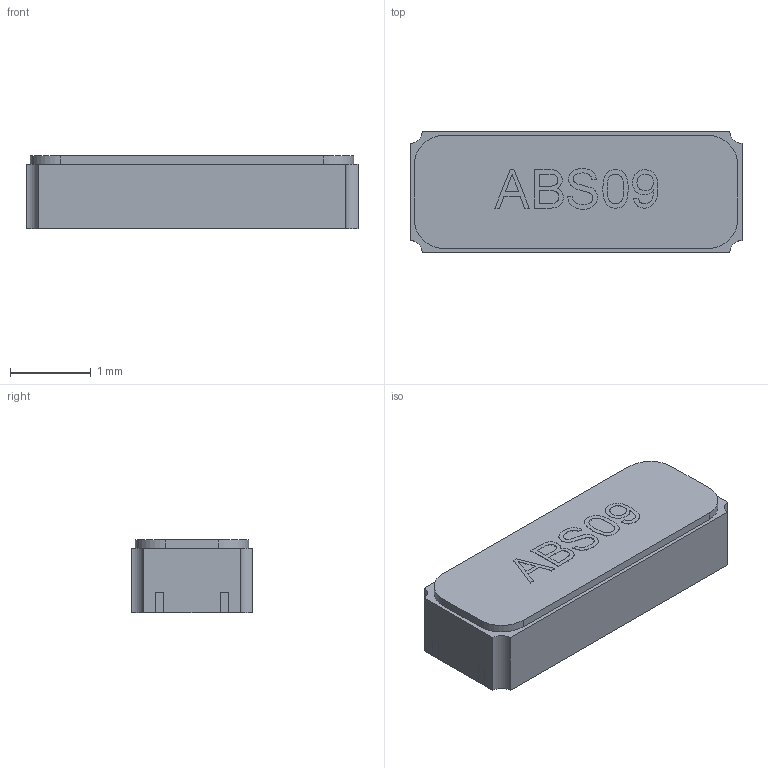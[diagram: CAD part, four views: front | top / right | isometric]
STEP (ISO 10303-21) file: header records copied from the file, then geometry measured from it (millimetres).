
FILE_DESCRIPTION (( 'STEP AP214' ), '1' );
FILE_NAME ('FD131C01-DF95-4A60-BC7A-A4EE8BF7F9FA.STEP', '2022-11-04T10:23:39', ( '' ), ( '' ), 'SwSTEP 2.0', 'SolidWorks 2022', '' );
FILE_SCHEMA (( 'AUTOMOTIVE_DESIGN' ));
Length unit declared in the file: millimetre
Products named in the file (1): FD131C01-DF95-4A60-BC7A-A4EE8BF7F9FA
Bounding box: 4.1 x 1.5 x 0.91 mm (x, y, z)
Volume: 5.4 mm3; surface area: 41.6 mm2
Topology: 9 solids, 9 shells, 225 faces, 621 edges, 414 vertices
Faces by surface type: bspline 108, plane 101, cylinder 16
Entity records: 7589 total; most frequent: CARTESIAN_POINT 2433, ORIENTED_EDGE 1242, DIRECTION 673, EDGE_CURVE 621, VERTEX_POINT 414, LINE 373, VECTOR 373, EDGE_LOOP 235
